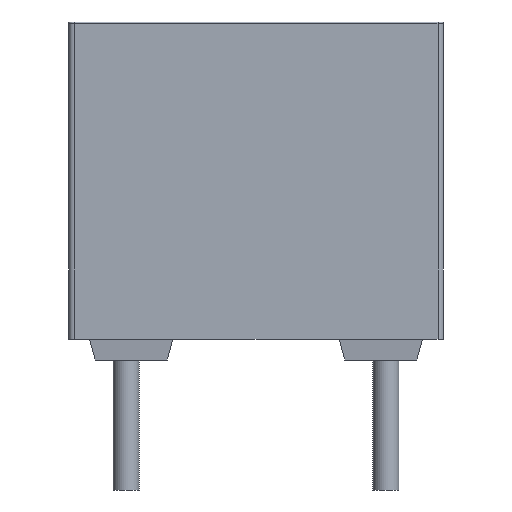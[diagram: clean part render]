
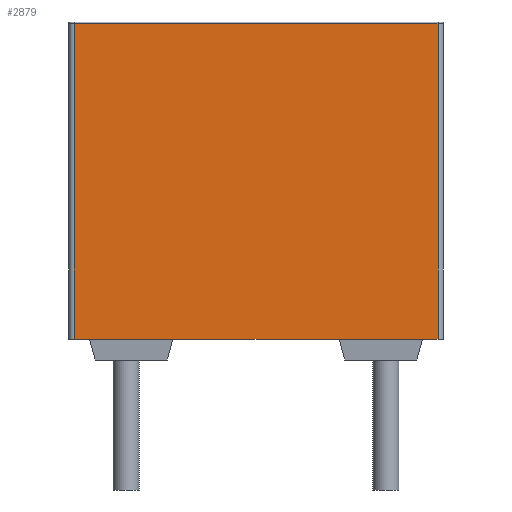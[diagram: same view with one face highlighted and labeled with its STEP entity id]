
A CAD part, front view. The second image highlights one B-rep face of the part: STEP entity #2879.
In plain terms, the highlighted planar face has unit normal (0, -1, 0).
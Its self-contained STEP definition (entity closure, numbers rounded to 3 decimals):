
#1274 = PLANE('',#1275);
#1275 = AXIS2_PLACEMENT_3D('',#1276,#1277,#1278);
#1276 = CARTESIAN_POINT('',(-3.6,-1.25,0.41));
#1277 = DIRECTION('',(0.,0.,1.));
#1278 = DIRECTION('',(-1.,0.,0.));
#1384 = PLANE('',#1385);
#1385 = AXIS2_PLACEMENT_3D('',#1386,#1387,#1388);
#1386 = CARTESIAN_POINT('',(-3.6,-1.25,0.41));
#1387 = DIRECTION('',(0.,0.,1.));
#1388 = DIRECTION('',(-1.,0.,0.));
#1764 = PLANE('',#1765);
#1765 = AXIS2_PLACEMENT_3D('',#1766,#1767,#1768);
#1766 = CARTESIAN_POINT('',(-3.6,-1.25,0.41));
#1767 = DIRECTION('',(0.,0.,1.));
#1768 = DIRECTION('',(-1.,0.,0.));
#1919 = EDGE_CURVE('',#1920,#1922,#1924,.T.);
#1920 = VERTEX_POINT('',#1921);
#1921 = CARTESIAN_POINT('',(-10.4,-1.25,0.41));
#1922 = VERTEX_POINT('',#1923);
#1923 = CARTESIAN_POINT('',(-10.7,-1.25,0.41));
#1924 = SURFACE_CURVE('',#1925,(#1929,#1936),.PCURVE_S1.);
#1925 = LINE('',#1926,#1927);
#1926 = CARTESIAN_POINT('',(-3.6,-1.25,0.41));
#1927 = VECTOR('',#1928,1.);
#1928 = DIRECTION('',(-1.,0.,0.));
#1929 = PCURVE('',#1384,#1930);
#1930 = DEFINITIONAL_REPRESENTATION('',(#1931),#1935);
#1931 = LINE('',#1932,#1933);
#1932 = CARTESIAN_POINT('',(0.,0.));
#1933 = VECTOR('',#1934,1.);
#1934 = DIRECTION('',(1.,0.));
#1935 = ( GEOMETRIC_REPRESENTATION_CONTEXT(2) 
PARAMETRIC_REPRESENTATION_CONTEXT() REPRESENTATION_CONTEXT('2D SPACE',''
  ) );
#1936 = PCURVE('',#1937,#1942);
#1937 = PLANE('',#1938);
#1938 = AXIS2_PLACEMENT_3D('',#1939,#1940,#1941);
#1939 = CARTESIAN_POINT('',(-10.8,-1.25,0.41));
#1940 = DIRECTION('',(0.,-1.,0.));
#1941 = DIRECTION('',(1.,0.,0.));
#1942 = DEFINITIONAL_REPRESENTATION('',(#1943),#1947);
#1943 = LINE('',#1944,#1945);
#1944 = CARTESIAN_POINT('',(7.2,0.));
#1945 = VECTOR('',#1946,1.);
#1946 = DIRECTION('',(-1.,0.));
#1947 = ( GEOMETRIC_REPRESENTATION_CONTEXT(2) 
PARAMETRIC_REPRESENTATION_CONTEXT() REPRESENTATION_CONTEXT('2D SPACE',''
  ) );
#2137 = CYLINDRICAL_SURFACE('',#2138,0.1);
#2138 = AXIS2_PLACEMENT_3D('',#2139,#2140,#2141);
#2139 = CARTESIAN_POINT('',(-10.7,-1.15,0.41));
#2140 = DIRECTION('',(0.,0.,1.));
#2141 = DIRECTION('',(0.,-1.,0.));
#2264 = VERTEX_POINT('',#2265);
#2265 = CARTESIAN_POINT('',(-3.7,-1.25,0.41));
#2284 = CYLINDRICAL_SURFACE('',#2285,0.1);
#2285 = AXIS2_PLACEMENT_3D('',#2286,#2287,#2288);
#2286 = CARTESIAN_POINT('',(-3.7,-1.15,6.51));
#2287 = DIRECTION('',(0.,0.,-1.));
#2288 = DIRECTION('',(1.,0.,0.));
#2429 = VERTEX_POINT('',#2430);
#2430 = CARTESIAN_POINT('',(-4.,-1.25,0.41));
#2456 = EDGE_CURVE('',#2264,#2429,#2457,.T.);
#2457 = SURFACE_CURVE('',#2458,(#2462,#2469),.PCURVE_S1.);
#2458 = LINE('',#2459,#2460);
#2459 = CARTESIAN_POINT('',(-3.6,-1.25,0.41));
#2460 = VECTOR('',#2461,1.);
#2461 = DIRECTION('',(-1.,0.,0.));
#2462 = PCURVE('',#1274,#2463);
#2463 = DEFINITIONAL_REPRESENTATION('',(#2464),#2468);
#2464 = LINE('',#2465,#2466);
#2465 = CARTESIAN_POINT('',(0.,0.));
#2466 = VECTOR('',#2467,1.);
#2467 = DIRECTION('',(1.,0.));
#2468 = ( GEOMETRIC_REPRESENTATION_CONTEXT(2) 
PARAMETRIC_REPRESENTATION_CONTEXT() REPRESENTATION_CONTEXT('2D SPACE',''
  ) );
#2469 = PCURVE('',#1937,#2470);
#2470 = DEFINITIONAL_REPRESENTATION('',(#2471),#2475);
#2471 = LINE('',#2472,#2473);
#2472 = CARTESIAN_POINT('',(7.2,0.));
#2473 = VECTOR('',#2474,1.);
#2474 = DIRECTION('',(-1.,0.));
#2475 = ( GEOMETRIC_REPRESENTATION_CONTEXT(2) 
PARAMETRIC_REPRESENTATION_CONTEXT() REPRESENTATION_CONTEXT('2D SPACE',''
  ) );
#2727 = EDGE_CURVE('',#2728,#2730,#2732,.T.);
#2728 = VERTEX_POINT('',#2729);
#2729 = CARTESIAN_POINT('',(-5.6,-1.25,0.41));
#2730 = VERTEX_POINT('',#2731);
#2731 = CARTESIAN_POINT('',(-8.8,-1.25,0.41));
#2732 = SURFACE_CURVE('',#2733,(#2737,#2744),.PCURVE_S1.);
#2733 = LINE('',#2734,#2735);
#2734 = CARTESIAN_POINT('',(-3.6,-1.25,0.41));
#2735 = VECTOR('',#2736,1.);
#2736 = DIRECTION('',(-1.,0.,0.));
#2737 = PCURVE('',#1764,#2738);
#2738 = DEFINITIONAL_REPRESENTATION('',(#2739),#2743);
#2739 = LINE('',#2740,#2741);
#2740 = CARTESIAN_POINT('',(0.,0.));
#2741 = VECTOR('',#2742,1.);
#2742 = DIRECTION('',(1.,0.));
#2743 = ( GEOMETRIC_REPRESENTATION_CONTEXT(2) 
PARAMETRIC_REPRESENTATION_CONTEXT() REPRESENTATION_CONTEXT('2D SPACE',''
  ) );
#2744 = PCURVE('',#1937,#2745);
#2745 = DEFINITIONAL_REPRESENTATION('',(#2746),#2750);
#2746 = LINE('',#2747,#2748);
#2747 = CARTESIAN_POINT('',(7.2,0.));
#2748 = VECTOR('',#2749,1.);
#2749 = DIRECTION('',(-1.,0.));
#2750 = ( GEOMETRIC_REPRESENTATION_CONTEXT(2) 
PARAMETRIC_REPRESENTATION_CONTEXT() REPRESENTATION_CONTEXT('2D SPACE',''
  ) );
#2879 = ADVANCED_FACE('',(#2880),#1937,.T.);
#2880 = FACE_BOUND('',#2881,.T.);
#2881 = EDGE_LOOP('',(#2882,#2905,#2906,#2932,#2933,#2959,#2960,#2983));
#2882 = ORIENTED_EDGE('',*,*,#2883,.F.);
#2883 = EDGE_CURVE('',#1922,#2884,#2886,.T.);
#2884 = VERTEX_POINT('',#2885);
#2885 = CARTESIAN_POINT('',(-10.7,-1.25,6.485));
#2886 = SURFACE_CURVE('',#2887,(#2891,#2898),.PCURVE_S1.);
#2887 = LINE('',#2888,#2889);
#2888 = CARTESIAN_POINT('',(-10.7,-1.25,0.41));
#2889 = VECTOR('',#2890,1.);
#2890 = DIRECTION('',(0.,0.,1.));
#2891 = PCURVE('',#1937,#2892);
#2892 = DEFINITIONAL_REPRESENTATION('',(#2893),#2897);
#2893 = LINE('',#2894,#2895);
#2894 = CARTESIAN_POINT('',(0.1,0.));
#2895 = VECTOR('',#2896,1.);
#2896 = DIRECTION('',(0.,1.));
#2897 = ( GEOMETRIC_REPRESENTATION_CONTEXT(2) 
PARAMETRIC_REPRESENTATION_CONTEXT() REPRESENTATION_CONTEXT('2D SPACE',''
  ) );
#2898 = PCURVE('',#2137,#2899);
#2899 = DEFINITIONAL_REPRESENTATION('',(#2900),#2904);
#2900 = LINE('',#2901,#2902);
#2901 = CARTESIAN_POINT('',(6.283,0.));
#2902 = VECTOR('',#2903,1.);
#2903 = DIRECTION('',(-0.,1.));
#2904 = ( GEOMETRIC_REPRESENTATION_CONTEXT(2) 
PARAMETRIC_REPRESENTATION_CONTEXT() REPRESENTATION_CONTEXT('2D SPACE',''
  ) );
#2905 = ORIENTED_EDGE('',*,*,#1919,.F.);
#2906 = ORIENTED_EDGE('',*,*,#2907,.F.);
#2907 = EDGE_CURVE('',#2730,#1920,#2908,.T.);
#2908 = SURFACE_CURVE('',#2909,(#2913,#2920),.PCURVE_S1.);
#2909 = LINE('',#2910,#2911);
#2910 = CARTESIAN_POINT('',(-9.8,-1.25,0.41));
#2911 = VECTOR('',#2912,1.);
#2912 = DIRECTION('',(-1.,0.,0.));
#2913 = PCURVE('',#1937,#2914);
#2914 = DEFINITIONAL_REPRESENTATION('',(#2915),#2919);
#2915 = LINE('',#2916,#2917);
#2916 = CARTESIAN_POINT('',(1.,0.));
#2917 = VECTOR('',#2918,1.);
#2918 = DIRECTION('',(-1.,0.));
#2919 = ( GEOMETRIC_REPRESENTATION_CONTEXT(2) 
PARAMETRIC_REPRESENTATION_CONTEXT() REPRESENTATION_CONTEXT('2D SPACE',''
  ) );
#2920 = PCURVE('',#2921,#2926);
#2921 = PLANE('',#2922);
#2922 = AXIS2_PLACEMENT_3D('',#2923,#2924,#2925);
#2923 = CARTESIAN_POINT('',(-8.8,-1.25,0.41));
#2924 = DIRECTION('',(0.,0.996,
    0.087));
#2925 = DIRECTION('',(-1.,0.,0.));
#2926 = DEFINITIONAL_REPRESENTATION('',(#2927),#2931);
#2927 = LINE('',#2928,#2929);
#2928 = CARTESIAN_POINT('',(1.,0.));
#2929 = VECTOR('',#2930,1.);
#2930 = DIRECTION('',(1.,0.));
#2931 = ( GEOMETRIC_REPRESENTATION_CONTEXT(2) 
PARAMETRIC_REPRESENTATION_CONTEXT() REPRESENTATION_CONTEXT('2D SPACE',''
  ) );
#2932 = ORIENTED_EDGE('',*,*,#2727,.F.);
#2933 = ORIENTED_EDGE('',*,*,#2934,.F.);
#2934 = EDGE_CURVE('',#2429,#2728,#2935,.T.);
#2935 = SURFACE_CURVE('',#2936,(#2940,#2947),.PCURVE_S1.);
#2936 = LINE('',#2937,#2938);
#2937 = CARTESIAN_POINT('',(-7.4,-1.25,0.41));
#2938 = VECTOR('',#2939,1.);
#2939 = DIRECTION('',(-1.,0.,0.));
#2940 = PCURVE('',#1937,#2941);
#2941 = DEFINITIONAL_REPRESENTATION('',(#2942),#2946);
#2942 = LINE('',#2943,#2944);
#2943 = CARTESIAN_POINT('',(3.4,0.));
#2944 = VECTOR('',#2945,1.);
#2945 = DIRECTION('',(-1.,0.));
#2946 = ( GEOMETRIC_REPRESENTATION_CONTEXT(2) 
PARAMETRIC_REPRESENTATION_CONTEXT() REPRESENTATION_CONTEXT('2D SPACE',''
  ) );
#2947 = PCURVE('',#2948,#2953);
#2948 = PLANE('',#2949);
#2949 = AXIS2_PLACEMENT_3D('',#2950,#2951,#2952);
#2950 = CARTESIAN_POINT('',(-4.,-1.25,0.41));
#2951 = DIRECTION('',(0.,0.996,
    0.087));
#2952 = DIRECTION('',(-1.,0.,0.));
#2953 = DEFINITIONAL_REPRESENTATION('',(#2954),#2958);
#2954 = LINE('',#2955,#2956);
#2955 = CARTESIAN_POINT('',(3.4,0.));
#2956 = VECTOR('',#2957,1.);
#2957 = DIRECTION('',(1.,0.));
#2958 = ( GEOMETRIC_REPRESENTATION_CONTEXT(2) 
PARAMETRIC_REPRESENTATION_CONTEXT() REPRESENTATION_CONTEXT('2D SPACE',''
  ) );
#2959 = ORIENTED_EDGE('',*,*,#2456,.F.);
#2960 = ORIENTED_EDGE('',*,*,#2961,.F.);
#2961 = EDGE_CURVE('',#2962,#2264,#2964,.T.);
#2962 = VERTEX_POINT('',#2963);
#2963 = CARTESIAN_POINT('',(-3.7,-1.25,6.485));
#2964 = SURFACE_CURVE('',#2965,(#2969,#2976),.PCURVE_S1.);
#2965 = LINE('',#2966,#2967);
#2966 = CARTESIAN_POINT('',(-3.7,-1.25,6.51));
#2967 = VECTOR('',#2968,1.);
#2968 = DIRECTION('',(0.,0.,-1.));
#2969 = PCURVE('',#1937,#2970);
#2970 = DEFINITIONAL_REPRESENTATION('',(#2971),#2975);
#2971 = LINE('',#2972,#2973);
#2972 = CARTESIAN_POINT('',(7.1,6.1));
#2973 = VECTOR('',#2974,1.);
#2974 = DIRECTION('',(0.,-1.));
#2975 = ( GEOMETRIC_REPRESENTATION_CONTEXT(2) 
PARAMETRIC_REPRESENTATION_CONTEXT() REPRESENTATION_CONTEXT('2D SPACE',''
  ) );
#2976 = PCURVE('',#2284,#2977);
#2977 = DEFINITIONAL_REPRESENTATION('',(#2978),#2982);
#2978 = LINE('',#2979,#2980);
#2979 = CARTESIAN_POINT('',(1.571,0.));
#2980 = VECTOR('',#2981,1.);
#2981 = DIRECTION('',(0.,1.));
#2982 = ( GEOMETRIC_REPRESENTATION_CONTEXT(2) 
PARAMETRIC_REPRESENTATION_CONTEXT() REPRESENTATION_CONTEXT('2D SPACE',''
  ) );
#2983 = ORIENTED_EDGE('',*,*,#2984,.F.);
#2984 = EDGE_CURVE('',#2884,#2962,#2985,.T.);
#2985 = SURFACE_CURVE('',#2986,(#2990,#2997),.PCURVE_S1.);
#2986 = LINE('',#2987,#2988);
#2987 = CARTESIAN_POINT('',(-10.7,-1.25,6.485));
#2988 = VECTOR('',#2989,1.);
#2989 = DIRECTION('',(1.,0.,0.));
#2990 = PCURVE('',#1937,#2991);
#2991 = DEFINITIONAL_REPRESENTATION('',(#2992),#2996);
#2992 = LINE('',#2993,#2994);
#2993 = CARTESIAN_POINT('',(0.1,6.075));
#2994 = VECTOR('',#2995,1.);
#2995 = DIRECTION('',(1.,0.));
#2996 = ( GEOMETRIC_REPRESENTATION_CONTEXT(2) 
PARAMETRIC_REPRESENTATION_CONTEXT() REPRESENTATION_CONTEXT('2D SPACE',''
  ) );
#2997 = PCURVE('',#2998,#3003);
#2998 = CYLINDRICAL_SURFACE('',#2999,0.025);
#2999 = AXIS2_PLACEMENT_3D('',#3000,#3001,#3002);
#3000 = CARTESIAN_POINT('',(-10.7,-1.225,6.485));
#3001 = DIRECTION('',(1.,0.,0.));
#3002 = DIRECTION('',(0.,-1.,0.));
#3003 = DEFINITIONAL_REPRESENTATION('',(#3004),#3008);
#3004 = LINE('',#3005,#3006);
#3005 = CARTESIAN_POINT('',(6.283,0.));
#3006 = VECTOR('',#3007,1.);
#3007 = DIRECTION('',(-0.,1.));
#3008 = ( GEOMETRIC_REPRESENTATION_CONTEXT(2) 
PARAMETRIC_REPRESENTATION_CONTEXT() REPRESENTATION_CONTEXT('2D SPACE',''
  ) );
